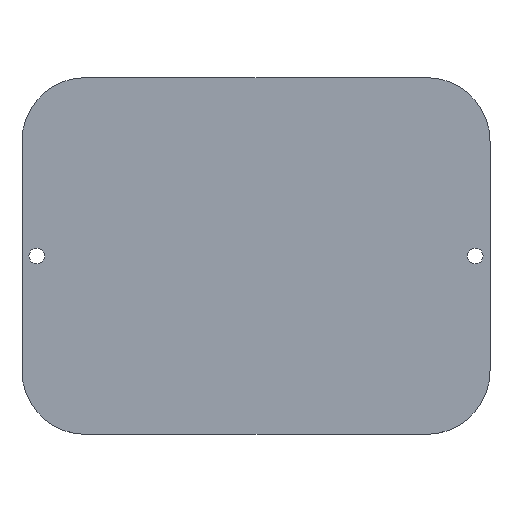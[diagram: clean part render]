
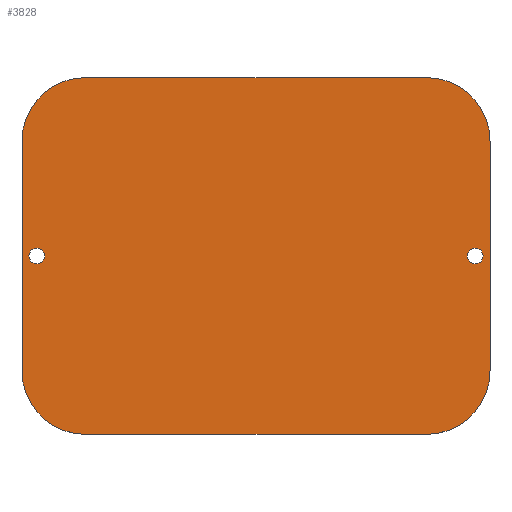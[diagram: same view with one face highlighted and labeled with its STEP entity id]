
A CAD part, top view. The second image highlights one B-rep face of the part: STEP entity #3828.
In plain terms, the highlighted planar face has unit normal (0, 0, 1).
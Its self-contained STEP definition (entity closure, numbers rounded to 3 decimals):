
#44=FACE_BOUND('',#794,.T.);
#45=FACE_BOUND('',#795,.T.);
#375=PLANE('',#4027);
#578=FACE_OUTER_BOUND('',#793,.T.);
#793=EDGE_LOOP('',(#3584,#3585,#3586,#3587,#3588,#3589,#3590,#3591));
#794=EDGE_LOOP('',(#3592));
#795=EDGE_LOOP('',(#3593));
#1110=LINE('',#7032,#1435);
#1113=LINE('',#7038,#1438);
#1116=LINE('',#7046,#1441);
#1119=LINE('',#7056,#1444);
#1435=VECTOR('',#4690,10.);
#1438=VECTOR('',#4695,10.);
#1441=VECTOR('',#4704,10.);
#1444=VECTOR('',#4717,10.);
#1504=CIRCLE('',#4006,0.8);
#1508=CIRCLE('',#4012,0.8);
#1509=CIRCLE('',#4018,6.4);
#1510=CIRCLE('',#4021,6.4);
#1511=CIRCLE('',#4023,6.4);
#1512=CIRCLE('',#4026,6.4);
#1877=VERTEX_POINT('',#7007);
#1881=VERTEX_POINT('',#7019);
#1882=VERTEX_POINT('',#7029);
#1883=VERTEX_POINT('',#7031);
#1884=VERTEX_POINT('',#7035);
#1885=VERTEX_POINT('',#7037);
#1886=VERTEX_POINT('',#7041);
#1887=VERTEX_POINT('',#7045);
#1888=VERTEX_POINT('',#7051);
#1889=VERTEX_POINT('',#7055);
#2431=EDGE_CURVE('',#1877,#1877,#1504,.T.);
#2437=EDGE_CURVE('',#1881,#1881,#1508,.T.);
#2443=EDGE_CURVE('',#1883,#1882,#1110,.F.);
#2446=EDGE_CURVE('',#1885,#1884,#1113,.F.);
#2448=EDGE_CURVE('',#1886,#1885,#1509,.F.);
#2450=EDGE_CURVE('',#1887,#1886,#1116,.F.);
#2452=EDGE_CURVE('',#1882,#1887,#1510,.F.);
#2453=EDGE_CURVE('',#1888,#1883,#1511,.F.);
#2455=EDGE_CURVE('',#1889,#1888,#1119,.F.);
#2457=EDGE_CURVE('',#1884,#1889,#1512,.F.);
#3584=ORIENTED_EDGE('',*,*,#2457,.T.);
#3585=ORIENTED_EDGE('',*,*,#2455,.T.);
#3586=ORIENTED_EDGE('',*,*,#2453,.T.);
#3587=ORIENTED_EDGE('',*,*,#2443,.T.);
#3588=ORIENTED_EDGE('',*,*,#2452,.T.);
#3589=ORIENTED_EDGE('',*,*,#2450,.T.);
#3590=ORIENTED_EDGE('',*,*,#2448,.T.);
#3591=ORIENTED_EDGE('',*,*,#2446,.T.);
#3592=ORIENTED_EDGE('',*,*,#2431,.T.);
#3593=ORIENTED_EDGE('',*,*,#2437,.T.);
#3828=ADVANCED_FACE('',(#578,#44,#45),#375,.T.);
#4006=AXIS2_PLACEMENT_3D('',#7009,#4663,#4664);
#4012=AXIS2_PLACEMENT_3D('',#7021,#4677,#4678);
#4018=AXIS2_PLACEMENT_3D('',#7042,#4699,#4700);
#4021=AXIS2_PLACEMENT_3D('',#7049,#4708,#4709);
#4023=AXIS2_PLACEMENT_3D('',#7052,#4712,#4713);
#4026=AXIS2_PLACEMENT_3D('',#7059,#4721,#4722);
#4027=AXIS2_PLACEMENT_3D('',#7060,#4723,#4724);
#4663=DIRECTION('center_axis',(0.,0.,-1.));
#4664=DIRECTION('ref_axis',(-1.,0.,0.));
#4677=DIRECTION('center_axis',(0.,0.,-1.));
#4678=DIRECTION('ref_axis',(-1.,0.,0.));
#4690=DIRECTION('',(0.,-1.,0.));
#4695=DIRECTION('',(0.,1.,0.));
#4699=DIRECTION('center_axis',(0.,0.,-1.));
#4700=DIRECTION('ref_axis',(0.,1.,0.));
#4704=DIRECTION('',(1.,0.,0.));
#4708=DIRECTION('center_axis',(0.,0.,-1.));
#4709=DIRECTION('ref_axis',(1.,0.,0.));
#4712=DIRECTION('center_axis',(0.,0.,-1.));
#4713=DIRECTION('ref_axis',(0.,-1.,0.));
#4717=DIRECTION('',(-1.,0.,0.));
#4721=DIRECTION('center_axis',(0.,0.,-1.));
#4722=DIRECTION('ref_axis',(-1.,0.,0.));
#4723=DIRECTION('center_axis',(0.,0.,1.));
#4724=DIRECTION('ref_axis',(1.,0.,0.));
#7007=CARTESIAN_POINT('',(44.805,16.325,0.));
#7009=CARTESIAN_POINT('Origin',(44.005,16.325,0.));
#7019=CARTESIAN_POINT('',(0.65,16.325,0.));
#7021=CARTESIAN_POINT('Origin',(-0.15,16.325,0.));
#7029=CARTESIAN_POINT('',(45.505,27.9,0.));
#7031=CARTESIAN_POINT('',(45.505,4.75,0.));
#7032=CARTESIAN_POINT('',(45.505,10.538,0.));
#7035=CARTESIAN_POINT('',(-1.65,4.75,0.));
#7037=CARTESIAN_POINT('',(-1.65,27.9,0.));
#7038=CARTESIAN_POINT('',(-1.65,22.113,0.));
#7041=CARTESIAN_POINT('',(4.75,34.3,0.));
#7042=CARTESIAN_POINT('Origin',(4.75,27.9,0.));
#7045=CARTESIAN_POINT('',(39.105,34.3,0.));
#7046=CARTESIAN_POINT('',(30.516,34.3,0.));
#7049=CARTESIAN_POINT('Origin',(39.105,27.9,0.));
#7051=CARTESIAN_POINT('',(39.105,-1.65,0.));
#7052=CARTESIAN_POINT('Origin',(39.105,4.75,0.));
#7055=CARTESIAN_POINT('',(4.75,-1.65,0.));
#7056=CARTESIAN_POINT('',(13.339,-1.65,0.));
#7059=CARTESIAN_POINT('Origin',(4.75,4.75,0.));
#7060=CARTESIAN_POINT('Origin',(21.928,16.325,0.));
